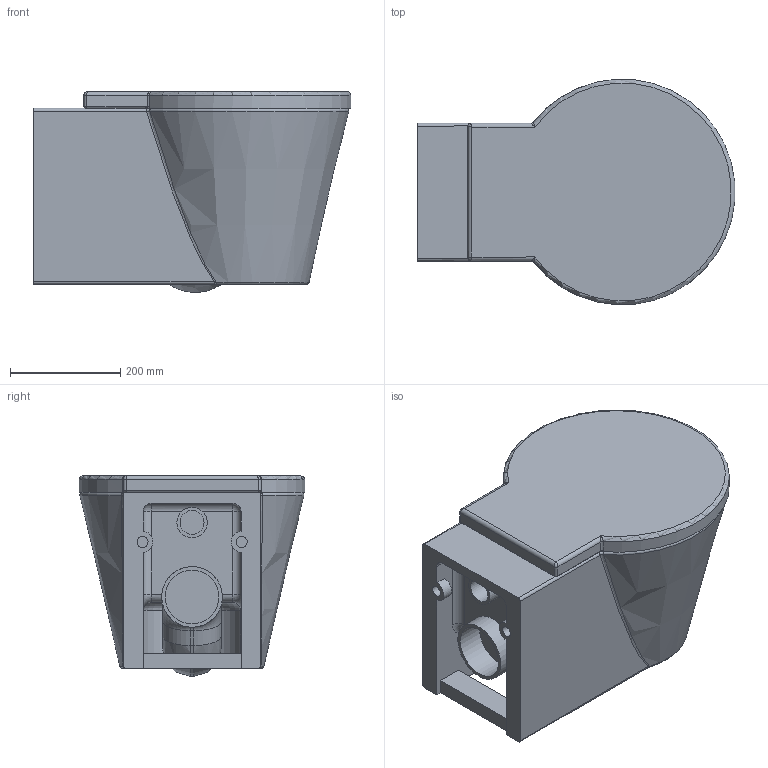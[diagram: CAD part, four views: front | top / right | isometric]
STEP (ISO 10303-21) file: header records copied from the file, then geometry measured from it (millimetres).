
FILE_DESCRIPTION((''),'2;1');
FILE_NAME('021009_1.stp','2012-09-20T12:19:53',('Administrator'),(''),'Autodesk Inventor 2011','Autodesk Inventor 2011','');
FILE_SCHEMA(('CONFIG_CONTROL_DESIGN'));
Length unit declared in the file: millimetre
Products named in the file (3): 021009_1; 006581_1
Assembly tree (2 placements, depth 2):
  021009_1
    021009_1
    006581_1
Bounding box: 576.78 x 409.48 x 364.68 mm (x, y, z)
Volume: 31216585.6 mm3; surface area: 1494257.7 mm2
Topology: 2 solids, 2 shells, 144 faces, 333 edges, 197 vertices
Faces by surface type: cylinder 49, plane 42, bspline 39, torus 11, sphere 2, cone 1
Full cylindrical faces by diameter (mm): 10 x2, 15 x2, 20 x2, 43.477 x1, 55 x1, 97.768 x1, 110.185 x1, 320 x2
Entity records: 5810 total; most frequent: CARTESIAN_POINT 2741, ORIENTED_EDGE 620, DIRECTION 586, EDGE_CURVE 310, AXIS2_PLACEMENT_3D 238, VERTEX_POINT 195, EDGE_LOOP 171, FACE_OUTER_BOUND 144
